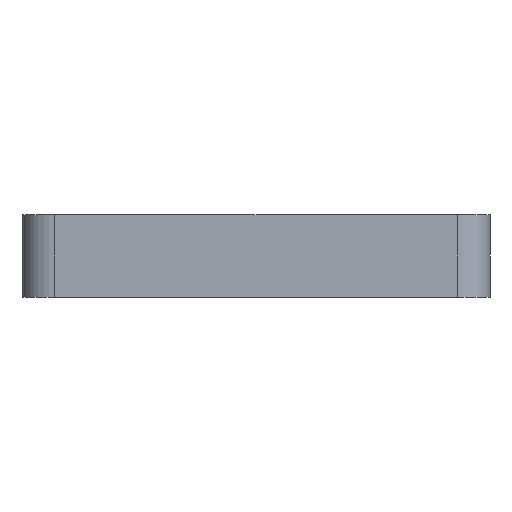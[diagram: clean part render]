
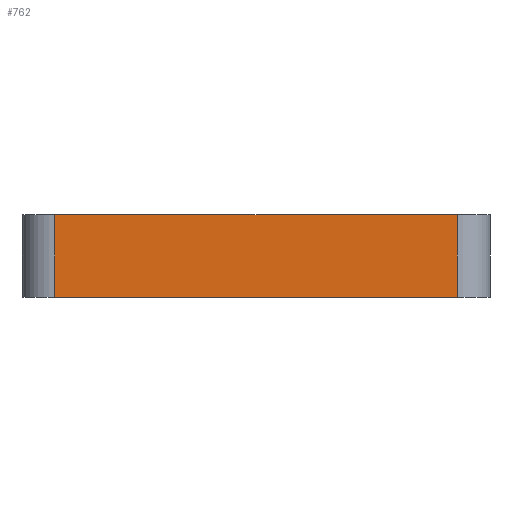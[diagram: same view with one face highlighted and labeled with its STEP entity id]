
A CAD part, front view. The second image highlights one B-rep face of the part: STEP entity #762.
In plain terms, the highlighted planar face has unit normal (0, -1, 0).
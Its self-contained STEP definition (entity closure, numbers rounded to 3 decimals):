
#42=PLANE('',#861);
#78=FACE_OUTER_BOUND('',#125,.T.);
#125=EDGE_LOOP('',(#659,#660,#661,#662));
#191=LINE('',#1280,#259);
#195=LINE('',#1294,#263);
#196=LINE('',#1296,#264);
#197=LINE('',#1297,#265);
#259=VECTOR('',#1056,10.);
#263=VECTOR('',#1068,10.);
#264=VECTOR('',#1069,10.);
#265=VECTOR('',#1070,10.);
#372=VERTEX_POINT('',#1277);
#373=VERTEX_POINT('',#1279);
#379=VERTEX_POINT('',#1293);
#380=VERTEX_POINT('',#1295);
#472=EDGE_CURVE('',#372,#373,#191,.T.);
#479=EDGE_CURVE('',#372,#379,#195,.T.);
#480=EDGE_CURVE('',#380,#379,#196,.T.);
#481=EDGE_CURVE('',#373,#380,#197,.T.);
#659=ORIENTED_EDGE('',*,*,#472,.F.);
#660=ORIENTED_EDGE('',*,*,#479,.T.);
#661=ORIENTED_EDGE('',*,*,#480,.F.);
#662=ORIENTED_EDGE('',*,*,#481,.F.);
#762=ADVANCED_FACE('',(#78),#42,.T.);
#861=AXIS2_PLACEMENT_3D('',#1292,#1066,#1067);
#1056=DIRECTION('',(1.,0.,0.));
#1066=DIRECTION('center_axis',(0.,-1.,0.));
#1067=DIRECTION('ref_axis',(-1.,0.,0.));
#1068=DIRECTION('',(0.,0.,-1.));
#1069=DIRECTION('',(-1.,0.,0.));
#1070=DIRECTION('',(0.,0.,-1.));
#1277=CARTESIAN_POINT('',(-39.,-55.,0.));
#1279=CARTESIAN_POINT('',(-14.5,-55.,0.));
#1280=CARTESIAN_POINT('',(-39.,-55.,0.));
#1292=CARTESIAN_POINT('Origin',(-14.5,-55.,0.));
#1293=CARTESIAN_POINT('',(-39.,-55.,-5.));
#1294=CARTESIAN_POINT('',(-39.,-55.,0.));
#1295=CARTESIAN_POINT('',(-14.5,-55.,-5.));
#1296=CARTESIAN_POINT('',(-39.,-55.,-5.));
#1297=CARTESIAN_POINT('',(-14.5,-55.,0.));
